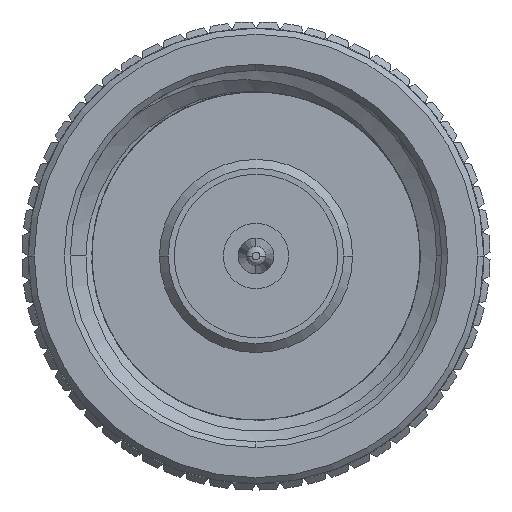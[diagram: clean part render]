
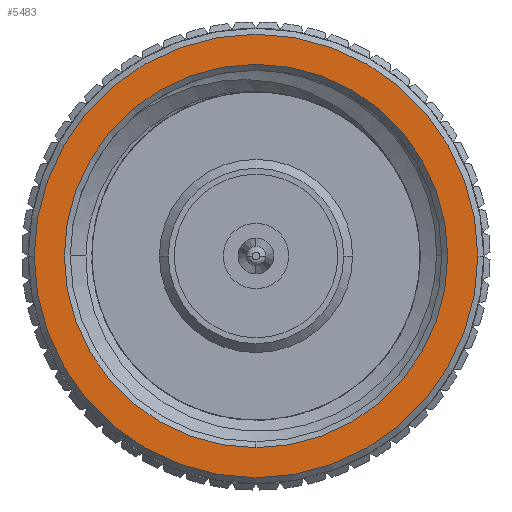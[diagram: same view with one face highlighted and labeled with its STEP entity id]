
A CAD part, left-side view. The second image highlights one B-rep face of the part: STEP entity #5483.
In plain terms, the highlighted planar face has unit normal (-1, 0, 0).
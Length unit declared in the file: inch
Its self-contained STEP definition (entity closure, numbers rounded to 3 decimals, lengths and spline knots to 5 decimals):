
#149 = CARTESIAN_POINT ( 'NONE',  ( 0., 0.37309, 0. ) ) ;
#1022 = FACE_BOUND ( 'NONE', #1062, .T. ) ;
#1029 = CIRCLE ( 'NONE', #11875, 0.3225 ) ;
#1062 = EDGE_LOOP ( 'NONE', ( #7873, #2972 ) ) ;
#1117 = AXIS2_PLACEMENT_3D ( 'NONE', #2017, #1873, #8544 ) ;
#1527 = CARTESIAN_POINT ( 'NONE',  ( 0., -0.37309, 0. ) ) ;
#1873 = DIRECTION ( 'NONE',  ( 1., 0., 0. ) ) ;
#2017 = CARTESIAN_POINT ( 'NONE',  ( 0., 0., 0. ) ) ;
#2031 = FACE_OUTER_BOUND ( 'NONE', #11510, .T. ) ;
#2272 = CIRCLE ( 'NONE', #1117, 0.3225 ) ;
#2619 = EDGE_CURVE ( 'NONE', #6982, #3662, #1029, .T. ) ;
#2972 = ORIENTED_EDGE ( 'NONE', *, *, #6434, .T. ) ;
#3126 = DIRECTION ( 'NONE',  ( 0., 1., 0. ) ) ;
#3191 = CIRCLE ( 'NONE', #6885, 0.37309 ) ;
#3614 = CIRCLE ( 'NONE', #8249, 0.37309 ) ;
#3662 = VERTEX_POINT ( 'NONE', #10398 ) ;
#5206 = DIRECTION ( 'NONE',  ( -1., 0., 0. ) ) ;
#5483 = ADVANCED_FACE ( 'NONE', ( #1022, #2031 ), #10849, .T. ) ;
#6051 = EDGE_CURVE ( 'NONE', #8456, #6612, #3191, .T. ) ;
#6096 = DIRECTION ( 'NONE',  ( -1., 0., 0. ) ) ;
#6434 = EDGE_CURVE ( 'NONE', #3662, #6982, #2272, .T. ) ;
#6612 = VERTEX_POINT ( 'NONE', #149 ) ;
#6885 = AXIS2_PLACEMENT_3D ( 'NONE', #10426, #6096, #8356 ) ;
#6982 = VERTEX_POINT ( 'NONE', #12911 ) ;
#7362 = ORIENTED_EDGE ( 'NONE', *, *, #6051, .T. ) ;
#7460 = DIRECTION ( 'NONE',  ( -1., 0., 0. ) ) ;
#7617 = CARTESIAN_POINT ( 'NONE',  ( 0., 0.38309, 0. ) ) ;
#7624 = CARTESIAN_POINT ( 'NONE',  ( 0., 0., 0. ) ) ;
#7873 = ORIENTED_EDGE ( 'NONE', *, *, #2619, .T. ) ;
#8249 = AXIS2_PLACEMENT_3D ( 'NONE', #11654, #5206, #3126 ) ;
#8276 = AXIS2_PLACEMENT_3D ( 'NONE', #7617, #7460, #13980 ) ;
#8356 = DIRECTION ( 'NONE',  ( 0., 1., 0. ) ) ;
#8456 = VERTEX_POINT ( 'NONE', #1527 ) ;
#8544 = DIRECTION ( 'NONE',  ( 0., 0., 1. ) ) ;
#9923 = DIRECTION ( 'NONE',  ( 0., 0., 1. ) ) ;
#10398 = CARTESIAN_POINT ( 'NONE',  ( 0., 0., -0.3225 ) ) ;
#10426 = CARTESIAN_POINT ( 'NONE',  ( 0., 0., 0. ) ) ;
#10849 = PLANE ( 'NONE',  #8276 ) ;
#11510 = EDGE_LOOP ( 'NONE', ( #12708, #7362 ) ) ;
#11654 = CARTESIAN_POINT ( 'NONE',  ( 0., 0., 0. ) ) ;
#11875 = AXIS2_PLACEMENT_3D ( 'NONE', #7624, #12028, #9923 ) ;
#12028 = DIRECTION ( 'NONE',  ( 1., 0., 0. ) ) ;
#12708 = ORIENTED_EDGE ( 'NONE', *, *, #12739, .T. ) ;
#12739 = EDGE_CURVE ( 'NONE', #6612, #8456, #3614, .T. ) ;
#12911 = CARTESIAN_POINT ( 'NONE',  ( 0., 0., 0.3225 ) ) ;
#13980 = DIRECTION ( 'NONE',  ( 0., 1., 0. ) ) ;
